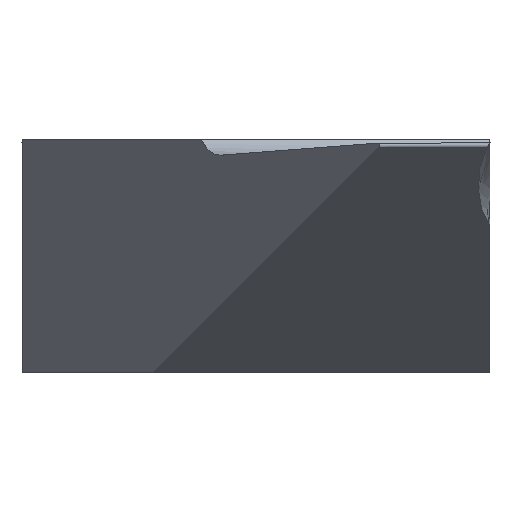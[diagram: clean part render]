
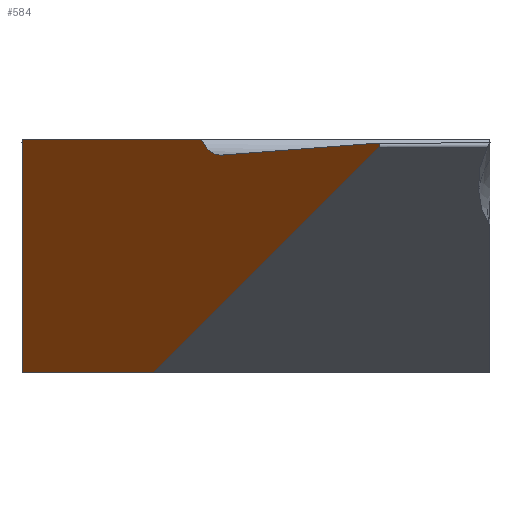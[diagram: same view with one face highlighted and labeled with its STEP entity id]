
A CAD part, left-side view. The second image highlights one B-rep face of the part: STEP entity #584.
In plain terms, the highlighted planar face has unit normal (-0.574, 0.819, 0).
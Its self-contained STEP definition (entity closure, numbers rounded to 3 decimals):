
#3 = VERTEX_POINT ( 'NONE', #32 ) ;
#9 = VERTEX_POINT ( 'NONE', #1104 ) ;
#32 = CARTESIAN_POINT ( 'NONE',  ( -4.597, 0.444, -0.207 ) ) ;
#70 = CARTESIAN_POINT ( 'NONE',  ( -3.339, 1.324, -3. ) ) ;
#121 = DIRECTION ( 'NONE',  ( 0.818, 0.573, -0.044 ) ) ;
#152 = CARTESIAN_POINT ( 'NONE',  ( -7.509, -1.596, -0.086 ) ) ;
#158 = CARTESIAN_POINT ( 'NONE',  ( -0.946, 3., -3. ) ) ;
#164 = ORIENTED_EDGE ( 'NONE', *, *, #557, .F. ) ;
#184 = CARTESIAN_POINT ( 'NONE',  ( -7.603, -1.661, -0.021 ) ) ;
#218 = LINE ( 'NONE', #676, #670 ) ;
#233 = EDGE_CURVE ( 'NONE', #951, #1128, #331, .T. ) ;
#249 = LINE ( 'NONE', #294, #728 ) ;
#273 = CARTESIAN_POINT ( 'NONE',  ( -4.597, 0.444, -0.207 ) ) ;
#294 = CARTESIAN_POINT ( 'NONE',  ( -9., -2.64, 0. ) ) ;
#312 = EDGE_CURVE ( 'NONE', #825, #685, #249, .T. ) ;
#324 = CARTESIAN_POINT ( 'NONE',  ( -7.46, -1.561, -0.053 ) ) ;
#331 = LINE ( 'NONE', #184, #576 ) ;
#355 = CARTESIAN_POINT ( 'NONE',  ( -7.479, -1.574, -0.107 ) ) ;
#391 = AXIS2_PLACEMENT_3D ( 'NONE', #873, #1074, #733 ) ;
#419 = CARTESIAN_POINT ( 'NONE',  ( -7.46, -1.561, -0.053 ) ) ;
#459 =( BOUNDED_CURVE ( )  B_SPLINE_CURVE ( 3, ( #419, #869, #152, #1053 ),
 .UNSPECIFIED., .F., .T. ) 
 B_SPLINE_CURVE_WITH_KNOTS ( ( 4, 4 ),
 ( 4.663, 7.246 ),
 .UNSPECIFIED. ) 
 CURVE ( )  GEOMETRIC_REPRESENTATION_ITEM ( )  RATIONAL_B_SPLINE_CURVE ( ( 1., 0.517, 0.517, 1. ) ) 
 REPRESENTATION_ITEM ( '' )  );
#522 = CARTESIAN_POINT ( 'NONE',  ( -4.229, 0.701, 0. ) ) ;
#535 = EDGE_CURVE ( 'NONE', #564, #1128, #459, .T. ) ;
#537 = ORIENTED_EDGE ( 'NONE', *, *, #876, .T. ) ;
#538 = ORIENTED_EDGE ( 'NONE', *, *, #233, .T. ) ;
#547 = LINE ( 'NONE', #927, #752 ) ;
#557 = EDGE_CURVE ( 'NONE', #9, #825, #1040, .T. ) ;
#564 = VERTEX_POINT ( 'NONE', #324 ) ;
#576 = VECTOR ( 'NONE', #871, 1000. ) ;
#584 = ADVANCED_FACE ( 'NONE', ( #740 ), #1122, .T. ) ;
#585 = ORIENTED_EDGE ( 'NONE', *, *, #780, .T. ) ;
#637 = CARTESIAN_POINT ( 'NONE',  ( -4.229, 0.701, 0. ) ) ;
#661 = CARTESIAN_POINT ( 'NONE',  ( -0.946, 3., 0. ) ) ;
#670 = VECTOR ( 'NONE', #855, 1000. ) ;
#676 = CARTESIAN_POINT ( 'NONE',  ( -9., -2.64, -3. ) ) ;
#685 = VERTEX_POINT ( 'NONE', #522 ) ;
#693 = DIRECTION ( 'NONE',  ( 0., 0., 1. ) ) ;
#728 = VECTOR ( 'NONE', #933, 1000. ) ;
#733 = DIRECTION ( 'NONE',  ( -0.819, -0.574, 0. ) ) ;
#740 = FACE_OUTER_BOUND ( 'NONE', #878, .T. ) ;
#747 = ORIENTED_EDGE ( 'NONE', *, *, #535, .F. ) ;
#752 = VECTOR ( 'NONE', #121, 1000. ) ;
#770 = VECTOR ( 'NONE', #693, 1000. ) ;
#780 = EDGE_CURVE ( 'NONE', #564, #3, #547, .T. ) ;
#812 = CARTESIAN_POINT ( 'NONE',  ( -4.449, 0.547, -0.214 ) ) ;
#825 = VERTEX_POINT ( 'NONE', #661 ) ;
#855 = DIRECTION ( 'NONE',  ( -0.819, -0.574, 0. ) ) ;
#869 = CARTESIAN_POINT ( 'NONE',  ( -7.497, -1.587, -0.051 ) ) ;
#871 = DIRECTION ( 'NONE',  ( -0.711, -0.498, 0.497 ) ) ;
#873 = CARTESIAN_POINT ( 'NONE',  ( -9., -2.64, -3. ) ) ;
#876 = EDGE_CURVE ( 'NONE', #9, #951, #218, .T. ) ;
#878 = EDGE_LOOP ( 'NONE', ( #538, #747, #585, #1001, #1022, #164, #537 ) ) ;
#927 = CARTESIAN_POINT ( 'NONE',  ( -8.891, -2.563, 0.024 ) ) ;
#933 = DIRECTION ( 'NONE',  ( -0.819, -0.574, 0. ) ) ;
#951 = VERTEX_POINT ( 'NONE', #70 ) ;
#978 =( BOUNDED_CURVE ( )  B_SPLINE_CURVE ( 3, ( #637, #996, #812, #273 ),
 .UNSPECIFIED., .F., .T. ) 
 B_SPLINE_CURVE_WITH_KNOTS ( ( 4, 4 ),
 ( 3.819, 4.81 ),
 .UNSPECIFIED. ) 
 CURVE ( )  GEOMETRIC_REPRESENTATION_ITEM ( )  RATIONAL_B_SPLINE_CURVE ( ( 1., 0.92, 0.92, 1. ) ) 
 REPRESENTATION_ITEM ( '' )  );
#996 = CARTESIAN_POINT ( 'NONE',  ( -4.316, 0.64, -0.14 ) ) ;
#1001 = ORIENTED_EDGE ( 'NONE', *, *, #1142, .F. ) ;
#1022 = ORIENTED_EDGE ( 'NONE', *, *, #312, .F. ) ;
#1040 = LINE ( 'NONE', #158, #770 ) ;
#1053 = CARTESIAN_POINT ( 'NONE',  ( -7.479, -1.574, -0.107 ) ) ;
#1074 = DIRECTION ( 'NONE',  ( -0.574, 0.819, 0. ) ) ;
#1104 = CARTESIAN_POINT ( 'NONE',  ( -0.946, 3., -3. ) ) ;
#1122 = PLANE ( 'NONE',  #391 ) ;
#1128 = VERTEX_POINT ( 'NONE', #355 ) ;
#1142 = EDGE_CURVE ( 'NONE', #685, #3, #978, .T. ) ;
